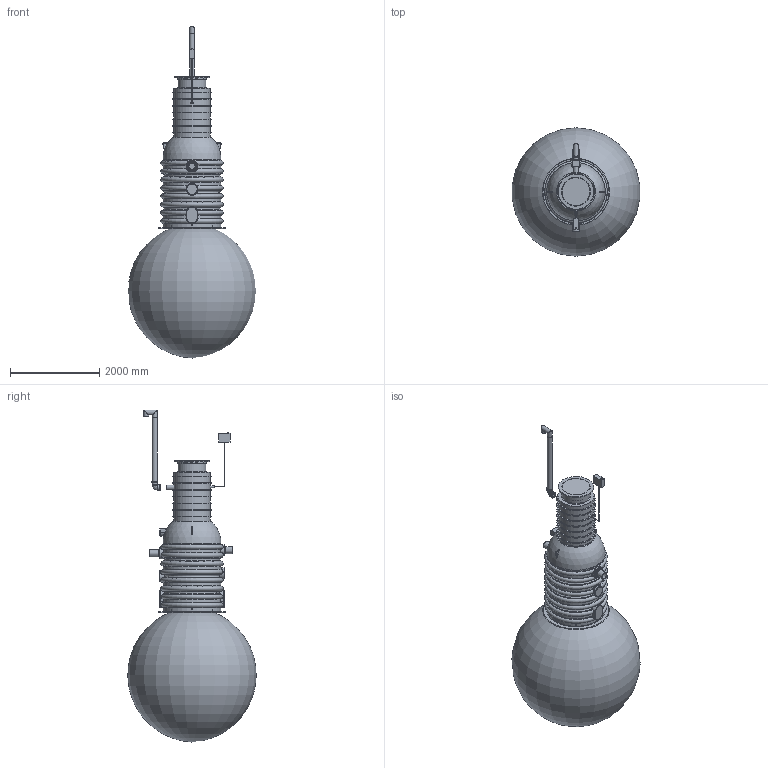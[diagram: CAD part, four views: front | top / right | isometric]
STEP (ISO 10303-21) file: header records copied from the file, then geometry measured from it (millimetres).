
FILE_DESCRIPTION(/* description */ ('Unknown'),/* implementation_level */ '2;1');
FILE_NAME(/* name */ 'EQ 1.klassi õlieraldaja NS10 Taavis ilma liivata',/* time_stamp */ '2023-04-13T11:41:51+03:00',/* author */ ('Unknown'),/* organization */ ('Unknown'),/* preprocessor_version */ 'ST-DEVELOPER v18.1',/* originating_system */ 'Solid Edge',/* authorisation */ 'Unknown');
FILE_SCHEMA (('AUTOMOTIVE_DESIGN {1 0 10303 214 3 1 1}'));
Length unit declared in the file: millimetre
Products named in the file (43): 1.klass NS10 Rotokestas D1200 HD Q PAC_var3; 2731.000 Rotokaev D1200_var3_oa_0; Polv 160-45 PVC; PVC_polv_160; 26599 sulgurklapp D200 toru sisse; 26599 D160 toru sulgurklapile; 26599 plaat klapile; 26599 klapile tõsteaas; PVC Kaksikmuhv d160; Malmluuk_D600_(Ginmika); Malmluugi_korpus_D600_(Ginmika); Malmluugi_kaan_D600_(Ginmika); RoundTubing 160x9.5_oa_1; RoundTubing 160x9.5_oa_2; PE_vent_malm_L=1500; PVC_polv_110; PE venttoru DN100 L=1500; Rotoventiots; 2703.001_19646; RoundTubing 160x9.5_oa_3; D50 kaabli läbiviiguks 10.11.17; Ujuk_oa_4; 2691.002 tihend_kaevule 10.11.17; 18.01.23 D800 uus rotost teeninduskaev; Ujuk_oa_5; Ujuk_oa_6; elektrikarp loikefotole; Läbiviigutihend DN160; SisendPE_uus; PE_sisendtoru_110; RoundTubing 21.3x1.5_oa_7; 2753.000_var2; 2753.000 rotost filtrikast NS10 koostatud; 2753.001 rotost filtrikast NS10_var2_alumine pool; 2753.001 rotost filtrikast NS10_var2_ylemine pool; Raam kolmele filtriplokile ; RV raam kolele filtriplokile; 2631.002_var2; Polt_M6x20HK; Filter HD Q-PAC ...
Assembly tree (51 placements, depth 4):
  1.klass NS10 Rotokestas D1200 HD Q PAC_var3
    2731.000 Rotokaev D1200_var3_oa_0
    Polv 160-45 PVC
    PVC_polv_160  x2
    26599 sulgurklapp D200 toru sisse
      26599 D160 toru sulgurklapile
      26599 plaat klapile  x2
      26599 klapile tõsteaas
    PVC Kaksikmuhv d160
    Malmluuk_D600_(Ginmika)
      Malmluugi_korpus_D600_(Ginmika)
      Malmluugi_kaan_D600_(Ginmika)
    RoundTubing 160x9.5_oa_1
    RoundTubing 160x9.5_oa_2
    PE_vent_malm_L=1500
      PVC_polv_110
      PE venttoru DN100 L=1500
      Rotoventiots
    2703.001_19646
    RoundTubing 160x9.5_oa_3
    D50 kaabli läbiviiguks 10.11.17
    Ujuk_oa_4
    2691.002 tihend_kaevule 10.11.17
    18.01.23 D800 uus rotost teeninduskaev
    Ujuk_oa_5
    Ujuk_oa_6
    elektrikarp loikefotole
    Läbiviigutihend DN160  x2
    SisendPE_uus
      PE_sisendtoru_110
    RoundTubing 21.3x1.5_oa_7
    2753.000_var2
      2753.000 rotost filtrikast NS10 koostatud
        2753.001 rotost filtrikast NS10_var2_alumine pool
        2753.001 rotost filtrikast NS10_var2_ylemine pool
      Raam kolmele filtriplokile   x2
        RV raam kolele filtriplokile
        2631.002_var2
        Polt_M6x20HK
        Filter HD Q-PAC
        Mutter M6 a2_NY
      2627.107 toru pallis
      tihend filtrikastile  x2
Bounding box: 2859.8 x 2880.8 x 7448.39 mm (x, y, z)
Volume: 391346522.7 mm3; surface area: 110088483.2 mm2
Topology: 54 solids, 54 shells, 1390 faces, 3300 edges, 2019 vertices
Faces by surface type: plane 603, cylinder 415, bspline 177, torus 146, sphere 29, cone 20
Full cylindrical faces by diameter (mm): 4.917 x4, 6 x4, 7 x8, 8 x6, 8.5 x3, 10 x37, 18.3 x1, 20 x4, 21.3 x1, 46 x1, 50 x1, 80 x12, 96.8 x1, 100 x2, 103.2 x3, 105 x1, 110 x9, 120 x2, 128 x1, 130 x2, 140 x1, 141 x4, 150 x4, 155 x3, 160 x20, 163 x1, 165 x1, 170 x3, 175 x2, 180 x6
Entity records: 42169 total; most frequent: CARTESIAN_POINT 16628, DIRECTION 4974, ORIENTED_EDGE 4762, EDGE_CURVE 2381, AXIS2_PLACEMENT_3D 2047, VERTEX_POINT 1583, FACE_BOUND 1580, EDGE_LOOP 1578
